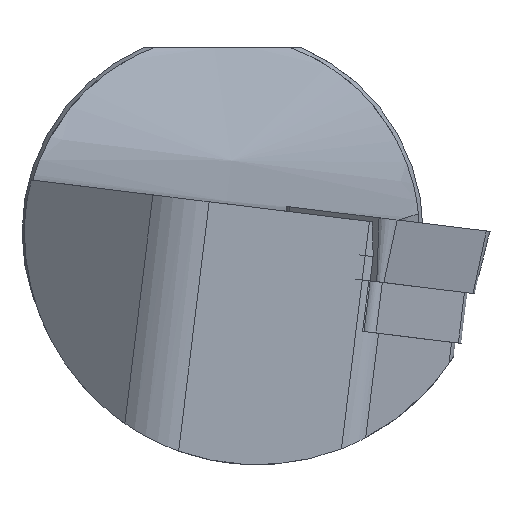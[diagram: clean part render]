
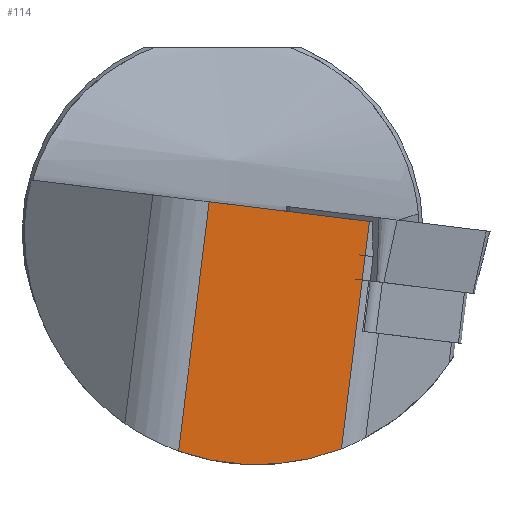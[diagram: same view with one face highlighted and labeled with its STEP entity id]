
A CAD part, left-side view. The second image highlights one B-rep face of the part: STEP entity #114.
In plain terms, the highlighted planar face has unit normal (-1, 0, 0).
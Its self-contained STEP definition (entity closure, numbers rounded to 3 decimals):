
#114=ADVANCED_FACE('',(#191),#163,.F.);
#163=PLANE('',#955);
#191=FACE_OUTER_BOUND('',#240,.T.);
#240=EDGE_LOOP('',(#473,#474,#475,#476));
#293=LINE('',#1327,#361);
#294=LINE('',#1333,#362);
#312=LINE('',#1386,#380);
#361=VECTOR('',#1057,1.);
#362=VECTOR('',#1064,1.);
#380=VECTOR('',#1098,1.);
#473=ORIENTED_EDGE('',*,*,#812,.T.);
#474=ORIENTED_EDGE('',*,*,#813,.T.);
#475=ORIENTED_EDGE('',*,*,#789,.F.);
#476=ORIENTED_EDGE('',*,*,#786,.F.);
#700=VERTEX_POINT('',#1326);
#701=VERTEX_POINT('',#1328);
#703=VERTEX_POINT('',#1334);
#719=VERTEX_POINT('',#1387);
#786=EDGE_CURVE('',#700,#701,#293,.T.);
#789=EDGE_CURVE('',#701,#703,#294,.T.);
#812=EDGE_CURVE('',#700,#719,#312,.T.);
#813=EDGE_CURVE('',#719,#703,#906,.T.);
#906=CIRCLE('',#954,14.5);
#954=AXIS2_PLACEMENT_3D('',#1388,#1099,#1100);
#955=AXIS2_PLACEMENT_3D('',#1389,#1101,#1102);
#1057=DIRECTION('',(0.,-0.993,-0.122));
#1064=DIRECTION('',(0.,0.122,-0.993));
#1098=DIRECTION('',(0.,0.122,-0.993));
#1099=DIRECTION('',(-1.,0.,0.));
#1100=DIRECTION('',(0.,1.,0.));
#1101=DIRECTION('',(1.,0.,0.));
#1102=DIRECTION('',(0.,1.,0.));
#1326=CARTESIAN_POINT('',(1.,0.832,1.887));
#1327=CARTESIAN_POINT('',(1.,-9.151,0.661));
#1328=CARTESIAN_POINT('',(1.,-9.151,0.661));
#1333=CARTESIAN_POINT('',(1.,-6.75,-18.892));
#1334=CARTESIAN_POINT('',(1.,-7.411,-13.512));
#1386=CARTESIAN_POINT('',(1.,3.233,-17.666));
#1387=CARTESIAN_POINT('',(1.,2.74,-13.651));
#1388=CARTESIAN_POINT('',(1.,-2.15,0.));
#1389=CARTESIAN_POINT('',(1.,-6.75,-18.892));
